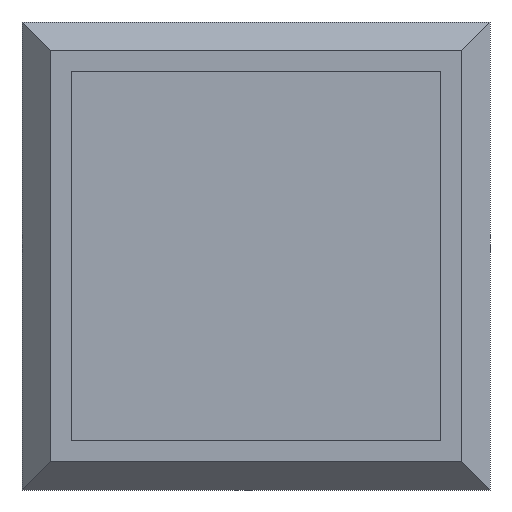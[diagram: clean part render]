
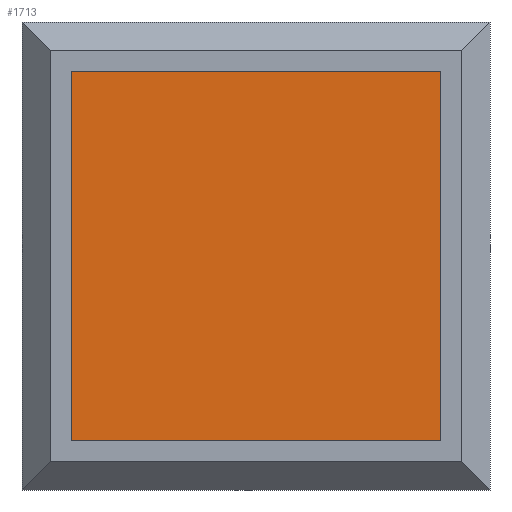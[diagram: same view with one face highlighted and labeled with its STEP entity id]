
A CAD part, left-side view. The second image highlights one B-rep face of the part: STEP entity #1713.
In plain terms, the highlighted planar face has unit normal (-1, 0, 0).
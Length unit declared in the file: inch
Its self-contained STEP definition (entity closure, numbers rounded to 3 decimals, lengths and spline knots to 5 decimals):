
#107=FACE_OUTER_BOUND('',#195,.T.);
#195=EDGE_LOOP('',(#1165,#1166,#1167,#1168));
#285=LINE('',#2305,#521);
#289=LINE('',#2313,#525);
#292=LINE('',#2319,#528);
#295=LINE('',#2324,#531);
#521=VECTOR('',#1891,0.591);
#525=VECTOR('',#1897,0.591);
#528=VECTOR('',#1902,0.591);
#531=VECTOR('',#1907,0.591);
#757=VERTEX_POINT('',#2303);
#758=VERTEX_POINT('',#2304);
#761=VERTEX_POINT('',#2312);
#763=VERTEX_POINT('',#2318);
#913=EDGE_CURVE('',#757,#758,#285,.T.);
#917=EDGE_CURVE('',#758,#761,#289,.T.);
#920=EDGE_CURVE('',#761,#763,#292,.T.);
#923=EDGE_CURVE('',#763,#757,#295,.T.);
#1165=ORIENTED_EDGE('',*,*,#913,.T.);
#1166=ORIENTED_EDGE('',*,*,#917,.T.);
#1167=ORIENTED_EDGE('',*,*,#920,.T.);
#1168=ORIENTED_EDGE('',*,*,#923,.T.);
#1625=PLANE('',#1803);
#1713=ADVANCED_FACE('',(#107),#1625,.F.);
#1803=AXIS2_PLACEMENT_3D('',#2326,#1909,#1910);
#1891=DIRECTION('',(0.,1.,0.));
#1897=DIRECTION('',(0.,0.,-1.));
#1902=DIRECTION('',(0.,-1.,0.));
#1907=DIRECTION('',(0.,0.,1.));
#1909=DIRECTION('center_axis',(1.,0.,0.));
#1910=DIRECTION('ref_axis',(0.,0.,-1.));
#2303=CARTESIAN_POINT('',(-0.373,-0.2955,0.2955));
#2304=CARTESIAN_POINT('',(-0.373,0.2955,0.2955));
#2305=CARTESIAN_POINT('',(-0.373,0.2955,0.2955));
#2312=CARTESIAN_POINT('',(-0.373,0.2955,-0.2955));
#2313=CARTESIAN_POINT('',(-0.373,0.2955,-0.2955));
#2318=CARTESIAN_POINT('',(-0.373,-0.2955,-0.2955));
#2319=CARTESIAN_POINT('',(-0.373,-0.2955,-0.2955));
#2324=CARTESIAN_POINT('',(-0.373,-0.2955,0.2955));
#2326=CARTESIAN_POINT('Origin',(-0.373,0.,0.));
